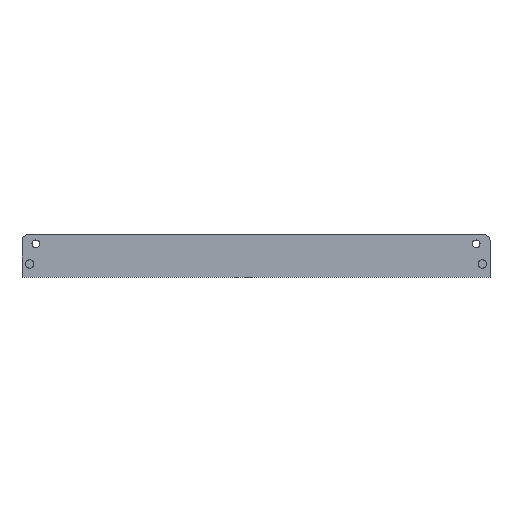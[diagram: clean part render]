
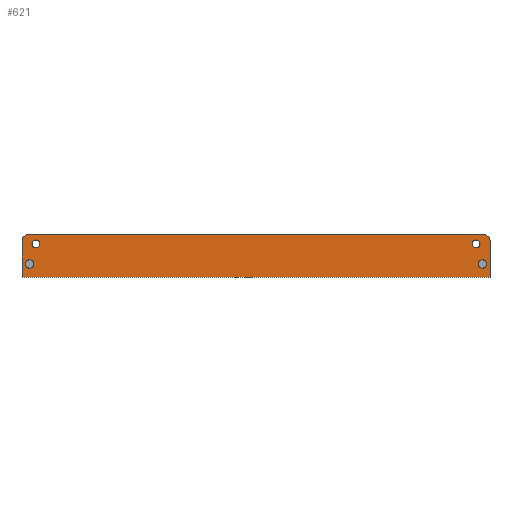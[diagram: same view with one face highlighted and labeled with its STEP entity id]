
A CAD part, top view. The second image highlights one B-rep face of the part: STEP entity #621.
In plain terms, the highlighted planar face has unit normal (0, 0, 1).
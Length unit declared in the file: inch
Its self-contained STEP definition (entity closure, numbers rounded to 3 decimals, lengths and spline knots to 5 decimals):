
#17 = EDGE_CURVE ( 'NONE', #368, #1056, #922, .T. ) ;
#22 = EDGE_LOOP ( 'NONE', ( #492 ) ) ;
#25 = EDGE_LOOP ( 'NONE', ( #379 ) ) ;
#52 = CIRCLE ( 'NONE', #600, 0.25 ) ;
#61 = ORIENTED_EDGE ( 'NONE', *, *, #673, .T. ) ;
#74 = DIRECTION ( 'NONE',  ( 1., 0., 0. ) ) ;
#91 = VECTOR ( 'NONE', #676, 39.37008 ) ;
#97 = VERTEX_POINT ( 'NONE', #137 ) ;
#110 = AXIS2_PLACEMENT_3D ( 'NONE', #360, #170, #939 ) ;
#122 = CIRCLE ( 'NONE', #578, 0.156 ) ;
#130 = EDGE_CURVE ( 'NONE', #1056, #618, #299, .T. ) ;
#137 = CARTESIAN_POINT ( 'NONE',  ( -9.5625, 0.625, 0. ) ) ;
#143 = CIRCLE ( 'NONE', #375, 0.125 ) ;
#144 = CARTESIAN_POINT ( 'NONE',  ( -9.5625, 0., 0. ) ) ;
#145 = ORIENTED_EDGE ( 'NONE', *, *, #706, .T. ) ;
#148 = CARTESIAN_POINT ( 'NONE',  ( -9., 0.5, 0. ) ) ;
#160 = VECTOR ( 'NONE', #482, 39.37008 ) ;
#165 = EDGE_CURVE ( 'NONE', #704, #704, #885, .T. ) ;
#170 = DIRECTION ( 'NONE',  ( 0., 0., 1. ) ) ;
#175 = AXIS2_PLACEMENT_3D ( 'NONE', #1037, #202, #880 ) ;
#182 = LINE ( 'NONE', #252, #91 ) ;
#202 = DIRECTION ( 'NONE',  ( 0., 0., 1. ) ) ;
#206 = FACE_BOUND ( 'NONE', #25, .T. ) ;
#208 = CARTESIAN_POINT ( 'NONE',  ( 9.25, -0.328, 0. ) ) ;
#222 = EDGE_CURVE ( 'NONE', #619, #619, #122, .T. ) ;
#252 = CARTESIAN_POINT ( 'NONE',  ( 0., 0.875, 0. ) ) ;
#262 = DIRECTION ( 'NONE',  ( 0., 0., 1. ) ) ;
#269 = DIRECTION ( 'NONE',  ( 1., 0., 0. ) ) ;
#291 = FACE_BOUND ( 'NONE', #790, .T. ) ;
#293 = CARTESIAN_POINT ( 'NONE',  ( 9.5625, 0., 0. ) ) ;
#299 = LINE ( 'NONE', #293, #597 ) ;
#305 = ORIENTED_EDGE ( 'NONE', *, *, #222, .T. ) ;
#313 = EDGE_LOOP ( 'NONE', ( #987, #61, #145, #574, #405, #1081 ) ) ;
#315 = AXIS2_PLACEMENT_3D ( 'NONE', #148, #413, #74 ) ;
#360 = CARTESIAN_POINT ( 'NONE',  ( -9.3125, 0.625, 0. ) ) ;
#368 = VERTEX_POINT ( 'NONE', #633 ) ;
#375 = AXIS2_PLACEMENT_3D ( 'NONE', #208, #692, #628 ) ;
#378 = CARTESIAN_POINT ( 'NONE',  ( -9.25, -0.328, 0. ) ) ;
#379 = ORIENTED_EDGE ( 'NONE', *, *, #1063, .T. ) ;
#380 = CARTESIAN_POINT ( 'NONE',  ( 9.5625, 0.625, 0. ) ) ;
#385 = FACE_BOUND ( 'NONE', #22, .T. ) ;
#405 = ORIENTED_EDGE ( 'NONE', *, *, #965, .T. ) ;
#413 = DIRECTION ( 'NONE',  ( 0., 0., -1. ) ) ;
#455 = DIRECTION ( 'NONE',  ( 0., 0., -1. ) ) ;
#479 = VERTEX_POINT ( 'NONE', #507 ) ;
#482 = DIRECTION ( 'NONE',  ( 0., -1., 0. ) ) ;
#486 = VERTEX_POINT ( 'NONE', #860 ) ;
#492 = ORIENTED_EDGE ( 'NONE', *, *, #165, .T. ) ;
#507 = CARTESIAN_POINT ( 'NONE',  ( 9.3125, 0.875, 0. ) ) ;
#516 = CARTESIAN_POINT ( 'NONE',  ( 0., -0.875, 0. ) ) ;
#542 = FACE_OUTER_BOUND ( 'NONE', #313, .T. ) ;
#565 = VECTOR ( 'NONE', #863, 39.37008 ) ;
#574 = ORIENTED_EDGE ( 'NONE', *, *, #789, .T. ) ;
#578 = AXIS2_PLACEMENT_3D ( 'NONE', #696, #592, #772 ) ;
#586 = VERTEX_POINT ( 'NONE', #925 ) ;
#592 = DIRECTION ( 'NONE',  ( 0., 0., -1. ) ) ;
#597 = VECTOR ( 'NONE', #627, 39.37008 ) ;
#599 = CARTESIAN_POINT ( 'NONE',  ( 9.3125, 0.625, 0. ) ) ;
#600 = AXIS2_PLACEMENT_3D ( 'NONE', #599, #262, #269 ) ;
#618 = VERTEX_POINT ( 'NONE', #380 ) ;
#619 = VERTEX_POINT ( 'NONE', #955 ) ;
#621 = ADVANCED_FACE ( 'NONE', ( #206, #721, #291, #385, #542 ), #889, .T. ) ;
#627 = DIRECTION ( 'NONE',  ( 0., 1., 0. ) ) ;
#628 = DIRECTION ( 'NONE',  ( 1., 0., 0. ) ) ;
#633 = CARTESIAN_POINT ( 'NONE',  ( -9.5625, -0.875, 0. ) ) ;
#673 = EDGE_CURVE ( 'NONE', #618, #479, #52, .T. ) ;
#676 = DIRECTION ( 'NONE',  ( -1., 0., 0. ) ) ;
#692 = DIRECTION ( 'NONE',  ( 0., 0., -1. ) ) ;
#696 = CARTESIAN_POINT ( 'NONE',  ( 9., 0.5, 0. ) ) ;
#704 = VERTEX_POINT ( 'NONE', #804 ) ;
#706 = EDGE_CURVE ( 'NONE', #479, #486, #182, .T. ) ;
#721 = FACE_BOUND ( 'NONE', #724, .T. ) ;
#724 = EDGE_LOOP ( 'NONE', ( #901 ) ) ;
#772 = DIRECTION ( 'NONE',  ( 1., 0., 0. ) ) ;
#783 = CIRCLE ( 'NONE', #110, 0.25 ) ;
#789 = EDGE_CURVE ( 'NONE', #486, #97, #783, .T. ) ;
#790 = EDGE_LOOP ( 'NONE', ( #305 ) ) ;
#791 = DIRECTION ( 'NONE',  ( 1., 0., 0. ) ) ;
#804 = CARTESIAN_POINT ( 'NONE',  ( -8.844, 0.5, 0. ) ) ;
#855 = EDGE_CURVE ( 'NONE', #996, #996, #952, .T. ) ;
#860 = CARTESIAN_POINT ( 'NONE',  ( -9.3125, 0.875, 0. ) ) ;
#863 = DIRECTION ( 'NONE',  ( 1., 0., 0. ) ) ;
#880 = DIRECTION ( 'NONE',  ( 1., 0., 0. ) ) ;
#885 = CIRCLE ( 'NONE', #315, 0.156 ) ;
#889 = PLANE ( 'NONE',  #175 ) ;
#901 = ORIENTED_EDGE ( 'NONE', *, *, #855, .T. ) ;
#908 = LINE ( 'NONE', #144, #160 ) ;
#922 = LINE ( 'NONE', #516, #565 ) ;
#925 = CARTESIAN_POINT ( 'NONE',  ( 9.375, -0.328, 0. ) ) ;
#939 = DIRECTION ( 'NONE',  ( 1., 0., 0. ) ) ;
#952 = CIRCLE ( 'NONE', #1095, 0.125 ) ;
#955 = CARTESIAN_POINT ( 'NONE',  ( 9.156, 0.5, 0. ) ) ;
#965 = EDGE_CURVE ( 'NONE', #97, #368, #908, .T. ) ;
#967 = CARTESIAN_POINT ( 'NONE',  ( 9.5625, -0.875, 0. ) ) ;
#987 = ORIENTED_EDGE ( 'NONE', *, *, #130, .T. ) ;
#996 = VERTEX_POINT ( 'NONE', #1072 ) ;
#1037 = CARTESIAN_POINT ( 'NONE',  ( 0., 0., 0. ) ) ;
#1056 = VERTEX_POINT ( 'NONE', #967 ) ;
#1063 = EDGE_CURVE ( 'NONE', #586, #586, #143, .T. ) ;
#1072 = CARTESIAN_POINT ( 'NONE',  ( -9.125, -0.328, 0. ) ) ;
#1081 = ORIENTED_EDGE ( 'NONE', *, *, #17, .T. ) ;
#1095 = AXIS2_PLACEMENT_3D ( 'NONE', #378, #455, #791 ) ;
